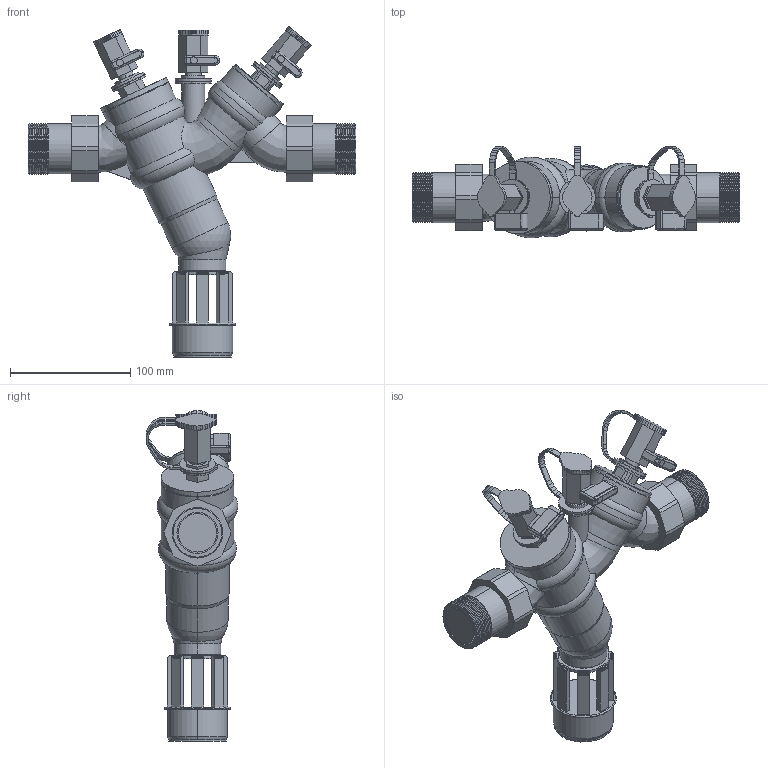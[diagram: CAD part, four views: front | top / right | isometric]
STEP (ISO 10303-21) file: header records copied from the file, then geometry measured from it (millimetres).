
FILE_DESCRIPTION(('no description'),'unknown implementation level');
FILE_NAME('Honeywell 06-2016_BA295S-11-4A_3D.stp',' ',('pit-cup GmbH'),('ccLab - KiM Gmbh - www.kimweb.de'),'unknown preprocess','ACIS','unknown authorization');
FILE_SCHEMA(('automotive_design'));
Length unit declared in the file: millimetre
Products named in the file (27): 1; 2; 3; 4; 5; 6; 7; 8; 9; 10; 11; 12; 13; 14; 15; 16; 17; 18; 19; 20; 21; 22; 23; 24; 25; 26; 27
Bounding box: 272.4 x 75.99 x 274.84 mm (x, y, z)
Volume: 916915.8 mm3; surface area: 173752.8 mm2
Topology: 27 solids, 27 shells, 948 faces, 2486 edges, 1612 vertices
Faces by surface type: plane 656, cylinder 132, cone 108, torus 30, sphere 16, bspline 6
Entity records: 66253 total; most frequent: CARTESIAN_POINT 14196, STYLED_ITEM 5053, PRESENTATION_STYLE_ASSIGNMENT 5053, COLOUR_RGB 5053, ORIENTED_EDGE 4948, DIRECTION 4800, EDGE_CURVE 2474, CURVE_STYLE 2474
